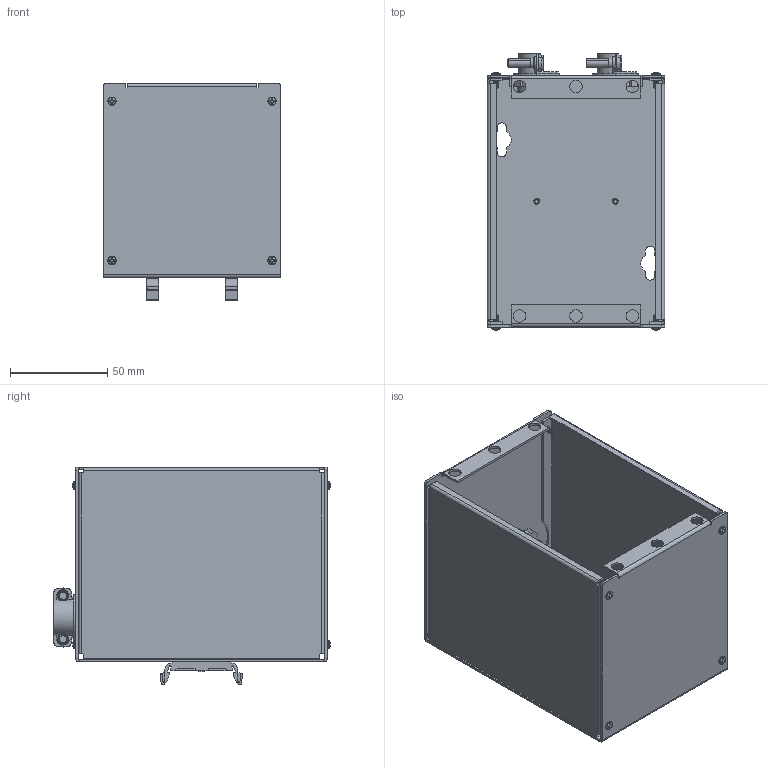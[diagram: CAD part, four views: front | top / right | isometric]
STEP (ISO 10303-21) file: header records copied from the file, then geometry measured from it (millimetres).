
FILE_DESCRIPTION (( 'STEP AP214' ), '1' );
FILE_NAME ('FSP-3DIN_3D.STEP', '2022-01-25T16:31:46', ( '' ), ( '' ), 'SwSTEP 2.0', 'SolidWorks 2021', '' );
FILE_SCHEMA (( 'AUTOMOTIVE_DESIGN' ));
Length unit declared in the file: inch
Products named in the file (11): 1AJ09-001-MA3; FSP-3DIN_3D; 2500-288; FSP-1DIN-MA2 ; 3AA01-025_8-32 X .625 PAN HEAD SCREW; 1AJ09-001-MA2; 1AJ09-001-MA1; 90272A077_90272A077; FSP-3DIN-MA1 ; 1AJ09-001; 1AJ02-106_91790A108
Assembly tree (23 placements, depth 3):
  FSP-3DIN_3D
    FSP-3DIN-MA1 
    FSP-1DIN-MA2   x2
    1AJ09-001  x2
      1AJ09-001-MA2
      1AJ09-001-MA3
      3AA01-025_8-32 X .625 PAN HEAD SCREW
    1AJ09-001-MA1  x2
    90272A077_90272A077  x8
    2500-288  x2
    1AJ02-106_91790A108  x2
Bounding box: 91.19 x 142.19 x 111.72 mm (x, y, z)
Volume: 79739.2 mm3; surface area: 132182.1 mm2
Topology: 25 solids, 25 shells, 1844 faces, 5170 edges, 3392 vertices
Faces by surface type: cylinder 1056, plane 580, cone 100, torus 48, bspline 36, sphere 24
Entity records: 24010 total; most frequent: CARTESIAN_POINT 6724, ORIENTED_EDGE 3250, DIRECTION 2936, EDGE_CURVE 1625, VERTEX_POINT 1057, AXIS2_PLACEMENT_3D 1028, LINE 880, VECTOR 880
